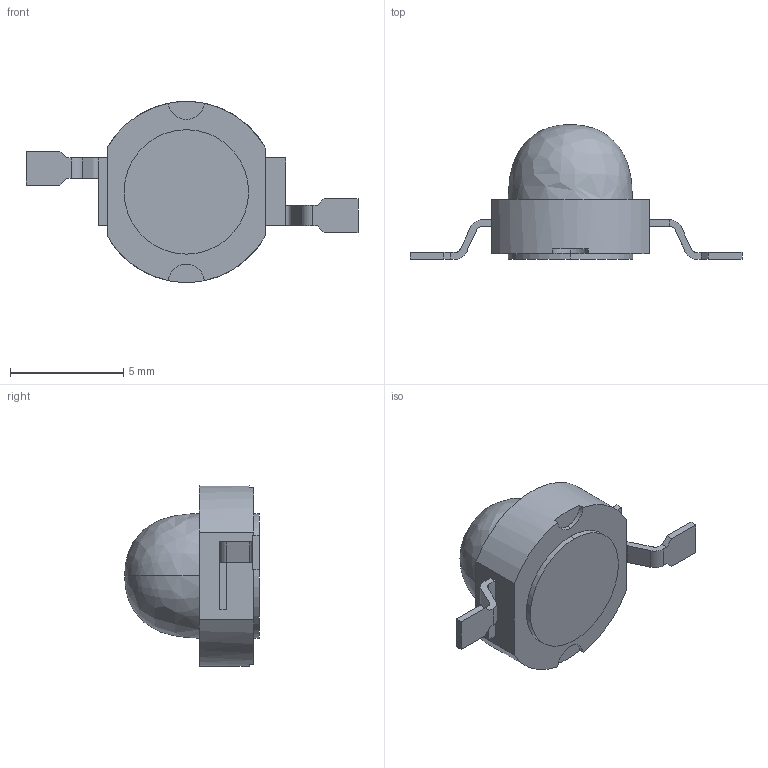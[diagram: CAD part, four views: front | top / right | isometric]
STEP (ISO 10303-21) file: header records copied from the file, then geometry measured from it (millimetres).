
FILE_DESCRIPTION (( 'STEP AP214' ), '1' );
FILE_NAME ('User Library-3W-Led-1_Yellow.STEP', '2018-10-07T12:50:14', ( '' ), ( '' ), 'SwSTEP 2.0', 'SolidWorks 2017', '' );
FILE_SCHEMA (( 'AUTOMOTIVE_DESIGN' ));
Length unit declared in the file: millimetre
Products named in the file (1): User Library-3W-Led-1_Yellow
Bounding box: 14.67 x 5.95 x 7.99 mm (x, y, z)
Volume: 184.4 mm3; surface area: 276.4 mm2
Topology: 2 solids, 2 shells, 59 faces, 152 edges, 99 vertices
Faces by surface type: plane 39, cylinder 18, bspline 2
Entity records: 2498 total; most frequent: CARTESIAN_POINT 345, DIRECTION 306, ORIENTED_EDGE 300, EDGE_CURVE 150, LINE 106, VECTOR 106, AXIS2_PLACEMENT_3D 100, VERTEX_POINT 99
